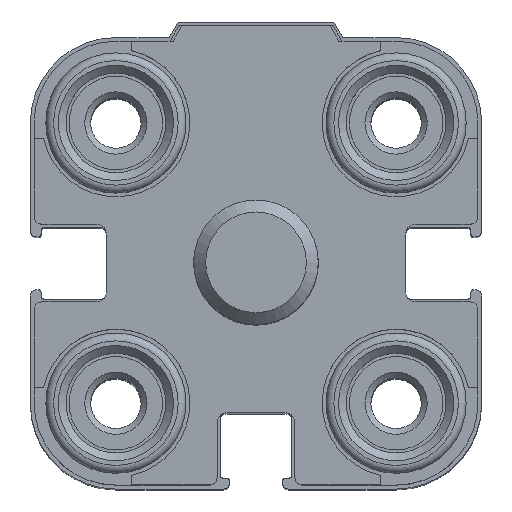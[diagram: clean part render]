
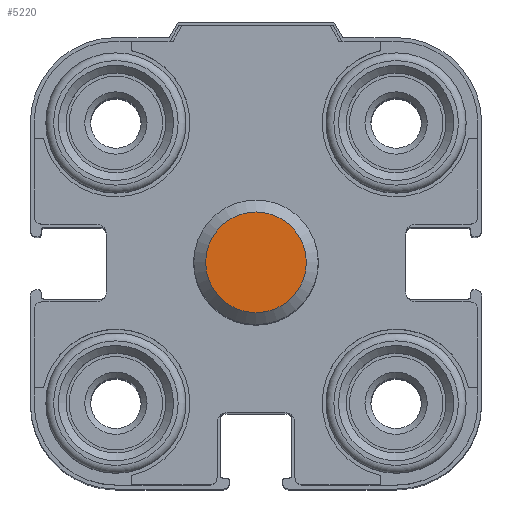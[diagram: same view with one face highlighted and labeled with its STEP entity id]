
A CAD part, top view. The second image highlights one B-rep face of the part: STEP entity #5220.
In plain terms, the highlighted planar face has unit normal (0, 0, 1).
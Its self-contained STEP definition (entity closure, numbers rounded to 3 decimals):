
#631=FACE_OUTER_BOUND('',#1093,.T.);
#1093=EDGE_LOOP('',(#4706));
#1405=CIRCLE('',#5850,3.233);
#2664=VERTEX_POINT('',#9003);
#3349=EDGE_CURVE('',#2664,#2664,#1405,.T.);
#4706=ORIENTED_EDGE('',*,*,#3349,.F.);
#4898=PLANE('',#5851);
#5220=ADVANCED_FACE('',(#631),#4898,.F.);
#5850=AXIS2_PLACEMENT_3D('',#9004,#7477,#7478);
#5851=AXIS2_PLACEMENT_3D('',#9005,#7479,#7480);
#7477=DIRECTION('center_axis',(0.,0.,-1.));
#7478=DIRECTION('ref_axis',(-1.,0.,0.));
#7479=DIRECTION('center_axis',(0.,0.,-1.));
#7480=DIRECTION('ref_axis',(-1.,0.,0.));
#9003=CARTESIAN_POINT('',(-3.233,0.,75.5));
#9004=CARTESIAN_POINT('Origin',(0.,0.,75.5));
#9005=CARTESIAN_POINT('Origin',(0.,0.,75.5));
